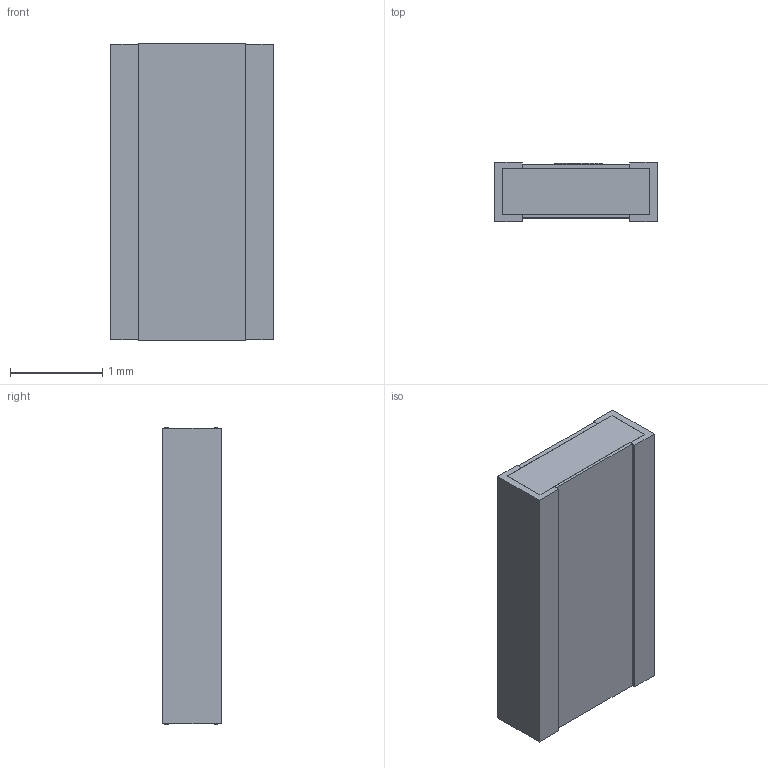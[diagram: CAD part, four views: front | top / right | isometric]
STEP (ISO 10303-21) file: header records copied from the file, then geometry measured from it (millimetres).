
FILE_DESCRIPTION((''),'2;1');
FILE_NAME('RLSL05.06.stp；.stp','2018-04-14T15:40:40',('sheen.lee'),(''),'Autodesk Inventor 2011','Autodesk Inventor 2011','');
FILE_SCHEMA(('AUTOMOTIVE_DESIGN { 1 0 10303 214 1 1 1 1 }'));
Length unit declared in the file: millimetre
Products named in the file (1): RLSL05
Bounding box: 1.76 x 0.64 x 3.2 mm (x, y, z)
Volume: 3.4 mm3; surface area: 17.9 mm2
Topology: 1 solids, 1 shells, 74 faces, 201 edges, 134 vertices
Faces by surface type: plane 52, bspline 22
Entity records: 2559 total; most frequent: CARTESIAN_POINT 786, ORIENTED_EDGE 402, DIRECTION 263, EDGE_CURVE 201, VECTOR 157, LINE 157, VERTEX_POINT 134, EDGE_LOOP 79
